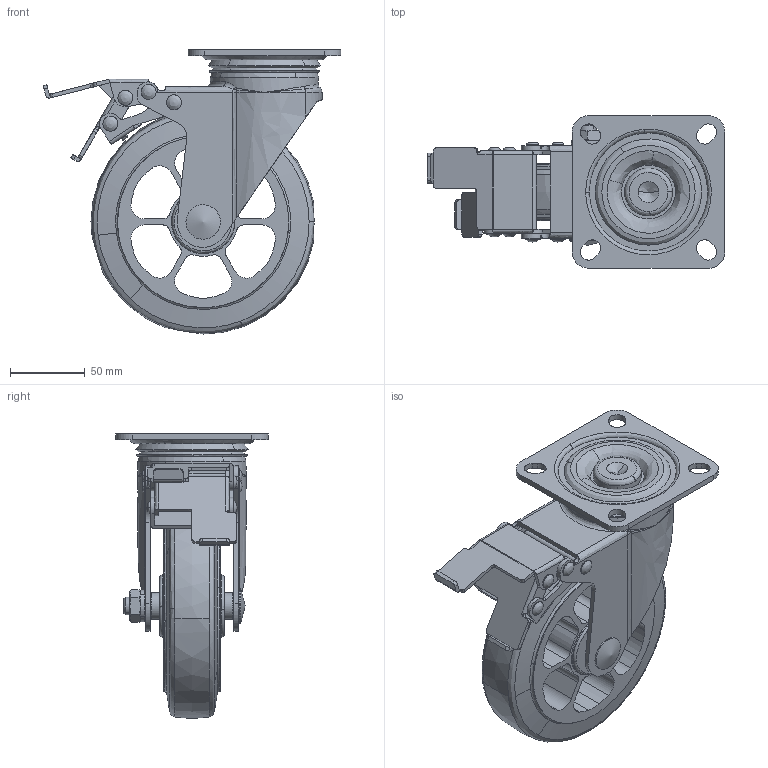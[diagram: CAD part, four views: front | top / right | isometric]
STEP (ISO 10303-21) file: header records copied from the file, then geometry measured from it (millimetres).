
FILE_DESCRIPTION((''),'2;1');
FILE_NAME('','2006-11-09T14:26:11',(''),(''),'','CADfix','');
FILE_SCHEMA(('AUTOMOTIVE_DESIGN'));
Length unit declared in the file: millimetre
Products named in the file (7): lever; wheel; mounting plate; main shaft; body; axle; 315S_ARB150_23898_36
Assembly tree (6 placements, depth 2):
  315S_ARB150_23898_36
    lever
    wheel
    mounting plate
    main shaft
    body
    axle
Bounding box: 198.92 x 102 x 189.91 mm (x, y, z)
Volume: 623145.3 mm3; surface area: 168555.2 mm2
Topology: 6 solids, 6 shells, 520 faces, 1782 edges, 1293 vertices
Faces by surface type: bspline 520
Entity records: 28413 total; most frequent: CARTESIAN_POINT 17962, ORIENTED_EDGE 3532, EDGE_CURVE 1766, VERTEX_POINT 1293, B_SPLINE_CURVE_WITH_KNOTS 1163, EDGE_LOOP 605, QUASI_UNIFORM_CURVE 590, FACE_OUTER_BOUND 520
